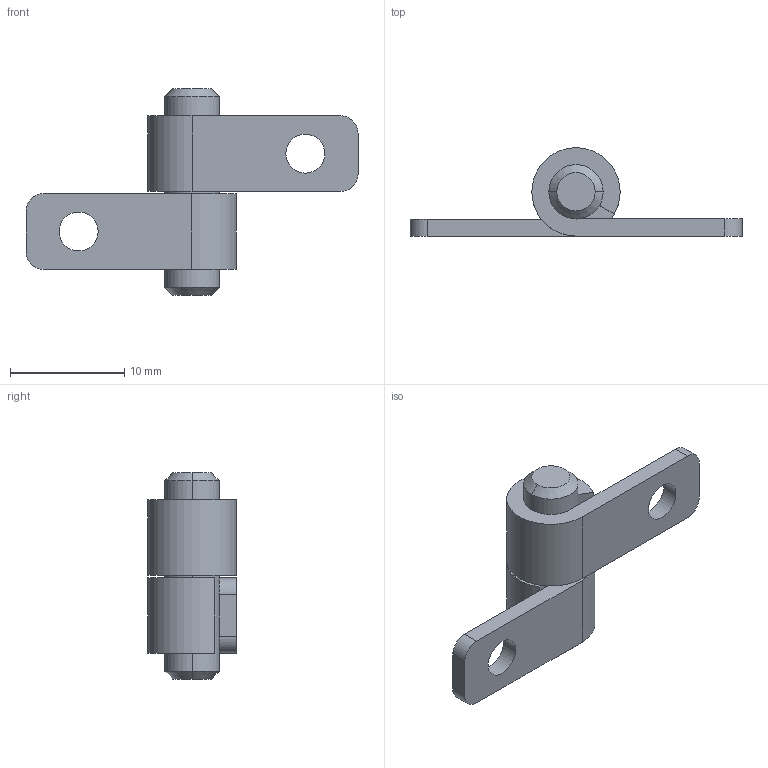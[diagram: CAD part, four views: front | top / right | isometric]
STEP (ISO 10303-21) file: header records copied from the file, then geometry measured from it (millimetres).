
FILE_DESCRIPTION((''),'2;1');
FILE_NAME('038-009---_ASM','2022-11-03T',('Administrator'),(''),'PRO/ENGINEER BY PARAMETRIC TECHNOLOGY CORPORATION, 2013240','PRO/ENGINEER BY PARAMETRIC TECHNOLOGY CORPORATION, 2013240','');
FILE_SCHEMA(('CONFIG_CONTROL_DESIGN'));
Length unit declared in the file: millimetre
Products named in the file (4): YZ-038-009_; ZHOU-475_; YZ-038-009-DUAN_ASM; 038-009---_ASM
Assembly tree (4 placements, depth 3):
  038-009---_ASM
    YZ-038-009-DUAN_ASM
      YZ-038-009_  x2
      ZHOU-475_
Bounding box: 29 x 7.72 x 18 mm (x, y, z)
Volume: 891.8 mm3; surface area: 1315.5 mm2
Topology: 3 solids, 3 shells, 32 faces, 74 edges, 48 vertices
Faces by surface type: cylinder 14, plane 14, cone 4
Entity records: 690 total; most frequent: DIRECTION 126, CARTESIAN_POINT 103, ORIENTED_EDGE 88, AXIS2_PLACEMENT_3D 51, EDGE_CURVE 44, VERTEX_POINT 28, VECTOR 24, LINE 24
